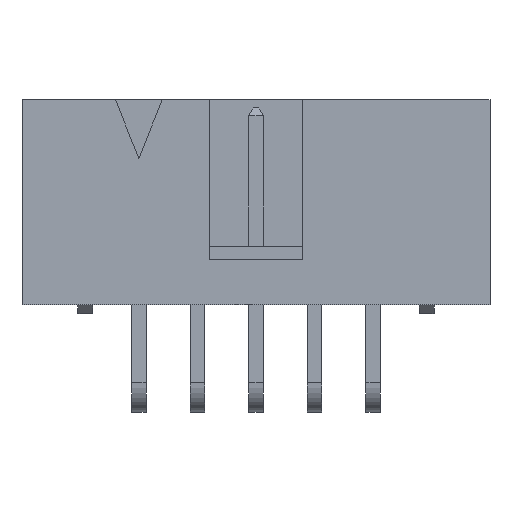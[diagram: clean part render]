
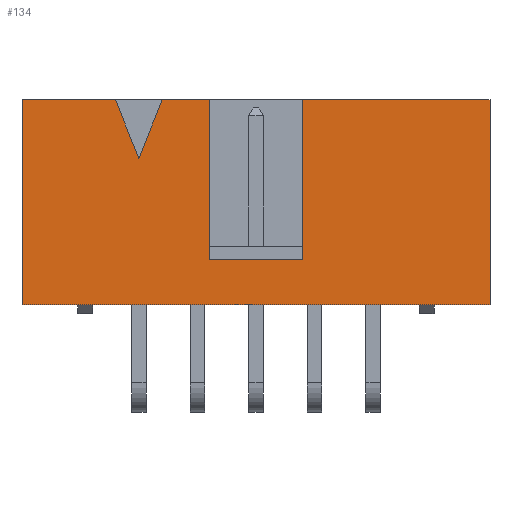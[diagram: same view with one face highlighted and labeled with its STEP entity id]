
A CAD part, front view. The second image highlights one B-rep face of the part: STEP entity #134.
In plain terms, the highlighted planar face has unit normal (0, -1, 0).
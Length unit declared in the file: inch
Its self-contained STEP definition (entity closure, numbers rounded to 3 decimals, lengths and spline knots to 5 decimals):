
#134=ADVANCED_FACE('',(#721),#439,.T.);
#439=PLANE('',#5111);
#721=FACE_OUTER_BOUND('',#1022,.T.);
#1022=EDGE_LOOP('',(#1360,#1361,#1362,#1363,#1364,#1365,#1366,#1367,#1368,
#1369,#1370));
#1360=ORIENTED_EDGE('',*,*,#3144,.T.);
#1361=ORIENTED_EDGE('',*,*,#3145,.T.);
#1362=ORIENTED_EDGE('',*,*,#3146,.T.);
#1363=ORIENTED_EDGE('',*,*,#3147,.T.);
#1364=ORIENTED_EDGE('',*,*,#3148,.F.);
#1365=ORIENTED_EDGE('',*,*,#3149,.T.);
#1366=ORIENTED_EDGE('',*,*,#3150,.T.);
#1367=ORIENTED_EDGE('',*,*,#3151,.T.);
#1368=ORIENTED_EDGE('',*,*,#3152,.F.);
#1369=ORIENTED_EDGE('',*,*,#3153,.F.);
#1370=ORIENTED_EDGE('',*,*,#3154,.T.);
#2738=VERTEX_POINT('',#6835);
#2739=VERTEX_POINT('',#6836);
#2740=VERTEX_POINT('',#6838);
#2741=VERTEX_POINT('',#6840);
#2742=VERTEX_POINT('',#6842);
#2743=VERTEX_POINT('',#6844);
#2744=VERTEX_POINT('',#6846);
#2745=VERTEX_POINT('',#6848);
#2746=VERTEX_POINT('',#6850);
#2747=VERTEX_POINT('',#6852);
#2748=VERTEX_POINT('',#6854);
#3144=EDGE_CURVE('',#2738,#2739,#3833,.T.);
#3145=EDGE_CURVE('',#2739,#2740,#3834,.T.);
#3146=EDGE_CURVE('',#2740,#2741,#3835,.T.);
#3147=EDGE_CURVE('',#2741,#2742,#3836,.T.);
#3148=EDGE_CURVE('',#2743,#2742,#3837,.T.);
#3149=EDGE_CURVE('',#2743,#2744,#3838,.T.);
#3150=EDGE_CURVE('',#2744,#2745,#3839,.T.);
#3151=EDGE_CURVE('',#2745,#2746,#3840,.T.);
#3152=EDGE_CURVE('',#2747,#2746,#3841,.T.);
#3153=EDGE_CURVE('',#2748,#2747,#3842,.T.);
#3154=EDGE_CURVE('',#2748,#2738,#3843,.T.);
#3833=LINE('',#6834,#4476);
#3834=LINE('',#6837,#4477);
#3835=LINE('',#6839,#4478);
#3836=LINE('',#6841,#4479);
#3837=LINE('',#6843,#4480);
#3838=LINE('',#6845,#4481);
#3839=LINE('',#6847,#4482);
#3840=LINE('',#6849,#4483);
#3841=LINE('',#6851,#4484);
#3842=LINE('',#6853,#4485);
#3843=LINE('',#6855,#4486);
#4476=VECTOR('',#5479,1.);
#4477=VECTOR('',#5480,1.);
#4478=VECTOR('',#5481,1.);
#4479=VECTOR('',#5482,1.);
#4480=VECTOR('',#5483,1.);
#4481=VECTOR('',#5484,1.);
#4482=VECTOR('',#5485,1.);
#4483=VECTOR('',#5486,1.);
#4484=VECTOR('',#5487,1.);
#4485=VECTOR('',#5488,1.);
#4486=VECTOR('',#5489,1.);
#5111=AXIS2_PLACEMENT_3D('',#6856,#5490,#5491);
#5479=DIRECTION('',(-1.,0.,0.));
#5480=DIRECTION('',(-0.371,0.,-0.928));
#5481=DIRECTION('',(-0.371,0.,0.928));
#5482=DIRECTION('',(-1.,0.,0.));
#5483=DIRECTION('',(0.,0.,1.));
#5484=DIRECTION('',(1.,0.,0.));
#5485=DIRECTION('',(0.,0.,1.));
#5486=DIRECTION('',(-1.,0.,0.));
#5487=DIRECTION('',(0.,0.,1.));
#5488=DIRECTION('',(1.,0.,0.));
#5489=DIRECTION('',(0.,0.,1.));
#5490=DIRECTION('',(0.,-1.,0.));
#5491=DIRECTION('',(0.,0.,-1.));
#6834=CARTESIAN_POINT('',(0.3995,0.,0.35));
#6835=CARTESIAN_POINT('',(0.3195,0.,0.35));
#6836=CARTESIAN_POINT('',(0.2395,0.,0.35));
#6837=CARTESIAN_POINT('',(0.1995,0.,0.25));
#6838=CARTESIAN_POINT('',(0.1995,0.,0.25));
#6839=CARTESIAN_POINT('',(0.1595,0.,0.35));
#6840=CARTESIAN_POINT('',(0.1595,0.,0.35));
#6841=CARTESIAN_POINT('',(0.3995,0.,0.35));
#6842=CARTESIAN_POINT('',(0.,0.,0.35));
#6843=CARTESIAN_POINT('',(0.,0.,0.));
#6844=CARTESIAN_POINT('',(0.,0.,0.));
#6845=CARTESIAN_POINT('',(0.3995,0.,0.));
#6846=CARTESIAN_POINT('',(0.799,0.,0.));
#6847=CARTESIAN_POINT('',(0.799,0.,0.));
#6848=CARTESIAN_POINT('',(0.799,0.,0.35));
#6849=CARTESIAN_POINT('',(0.3995,0.,0.35));
#6850=CARTESIAN_POINT('',(0.4795,0.,0.35));
#6851=CARTESIAN_POINT('',(0.4795,0.,0.078));
#6852=CARTESIAN_POINT('',(0.4795,0.,0.078));
#6853=CARTESIAN_POINT('',(0.3195,0.,0.078));
#6854=CARTESIAN_POINT('',(0.3195,0.,0.078));
#6855=CARTESIAN_POINT('',(0.3195,0.,0.078));
#6856=CARTESIAN_POINT('',(0.3995,0.,0.));
